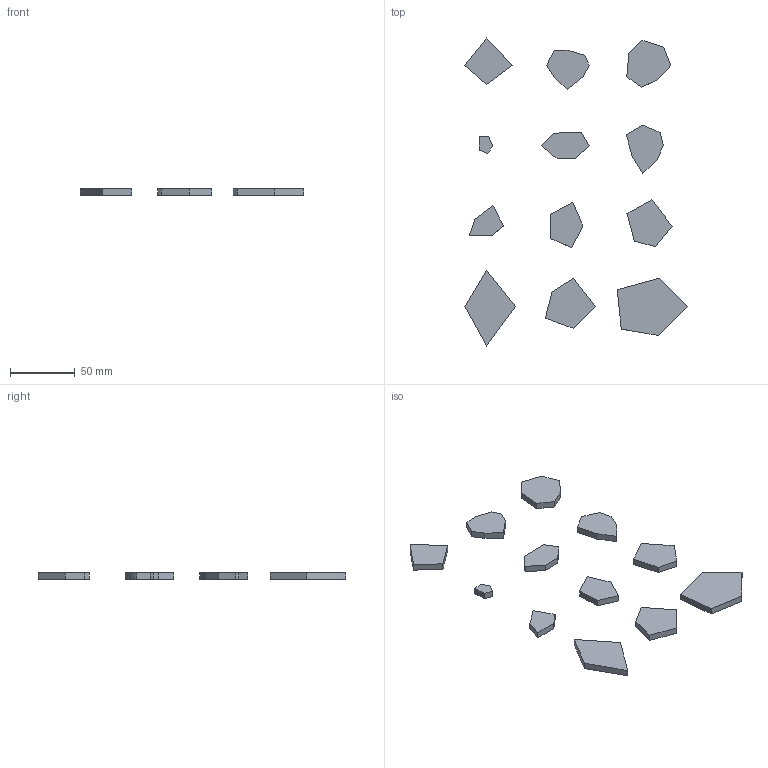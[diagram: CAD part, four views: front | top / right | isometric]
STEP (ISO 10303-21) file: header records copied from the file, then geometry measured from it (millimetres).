
FILE_DESCRIPTION(('Open CASCADE Model'),'2;1');
FILE_NAME('Open CASCADE Shape Model','2024-05-27T00:11:55',('Author'),( 'Open CASCADE'),'Open CASCADE STEP processor 7.7','Open CASCADE 7.7' ,'Unknown');
FILE_SCHEMA(('AUTOMOTIVE_DESIGN { 1 0 10303 214 1 1 1 1 }'));
Length unit declared in the file: millimetre
Products named in the file (13): Open CASCADE STEP translator 7.7 6; Open CASCADE STEP translator 7.7 6.1; Open CASCADE STEP translator 7.7 6.2; Open CASCADE STEP translator 7.7 6.3; Open CASCADE STEP translator 7.7 6.4; Open CASCADE STEP translator 7.7 6.5; Open CASCADE STEP translator 7.7 6.6; Open CASCADE STEP translator 7.7 6.7; Open CASCADE STEP translator 7.7 6.8; Open CASCADE STEP translator 7.7 6.9; Open CASCADE STEP translator 7.7 6.10; Open CASCADE STEP translator 7.7 6.11; Open CASCADE STEP translator 7.7 6.12
Assembly tree (12 placements, depth 2):
  Open CASCADE STEP translator 7.7 6
    Open CASCADE STEP translator 7.7 6.1
    Open CASCADE STEP translator 7.7 6.2
    Open CASCADE STEP translator 7.7 6.3
    Open CASCADE STEP translator 7.7 6.4
    Open CASCADE STEP translator 7.7 6.5
    Open CASCADE STEP translator 7.7 6.6
    Open CASCADE STEP translator 7.7 6.7
    Open CASCADE STEP translator 7.7 6.8
    Open CASCADE STEP translator 7.7 6.9
    Open CASCADE STEP translator 7.7 6.10
    Open CASCADE STEP translator 7.7 6.11
    Open CASCADE STEP translator 7.7 6.12
Bounding box: 171.89 x 237.32 x 5 mm (x, y, z)
Volume: 44282.2 mm3; surface area: 23850.1 mm2
Topology: 12 solids, 12 shells, 90 faces, 198 edges, 132 vertices
Faces by surface type: plane 90
Entity records: 5200 total; most frequent: CARTESIAN_POINT 829, DIRECTION 800, LINE 594, VECTOR 594, ORIENTED_EDGE 396, PCURVE 396, DEFINITIONAL_REPRESENTATION 396, EDGE_CURVE 198
